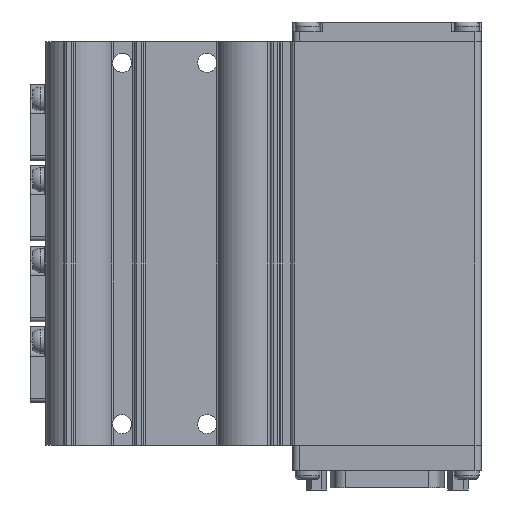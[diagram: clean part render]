
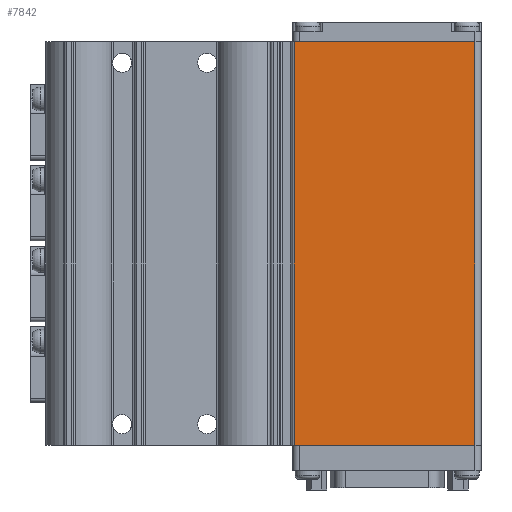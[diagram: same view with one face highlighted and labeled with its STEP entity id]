
A CAD part, front view. The second image highlights one B-rep face of the part: STEP entity #7842.
In plain terms, the highlighted planar face has unit normal (0, -1, 0).
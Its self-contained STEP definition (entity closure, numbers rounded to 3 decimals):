
#78=PLANE('',#8526);
#453=LINE('',#12157,#1135);
#465=LINE('',#12212,#1147);
#502=LINE('',#12379,#1184);
#503=LINE('',#12381,#1185);
#1135=VECTOR('',#9519,1000.);
#1147=VECTOR('',#9565,1000.);
#1184=VECTOR('',#9724,1000.);
#1185=VECTOR('',#9727,1000.);
#2437=ORIENTED_EDGE('',*,*,#4469,.F.);
#2438=ORIENTED_EDGE('',*,*,#4585,.F.);
#2439=ORIENTED_EDGE('',*,*,#4497,.T.);
#2440=ORIENTED_EDGE('',*,*,#4584,.T.);
#4469=EDGE_CURVE('',#5559,#5560,#453,.T.);
#4497=EDGE_CURVE('',#5586,#5585,#465,.T.);
#4584=EDGE_CURVE('',#5585,#5560,#502,.T.);
#4585=EDGE_CURVE('',#5586,#5559,#503,.T.);
#5559=VERTEX_POINT('',#12156);
#5560=VERTEX_POINT('',#12158);
#5585=VERTEX_POINT('',#12211);
#5586=VERTEX_POINT('',#12213);
#6289=EDGE_LOOP('',(#2437,#2438,#2439,#2440));
#7003=FACE_BOUND('',#6289,.T.);
#7842=ADVANCED_FACE('',(#7003),#78,.T.);
#8526=AXIS2_PLACEMENT_3D('',#12380,#9725,#9726);
#9519=DIRECTION('',(1.,0.,0.));
#9565=DIRECTION('',(1.,0.,0.));
#9724=DIRECTION('',(0.,0.,1.));
#9725=DIRECTION('',(0.,-1.,0.));
#9726=DIRECTION('',(0.,0.,-1.));
#9727=DIRECTION('',(0.,0.,1.));
#12156=CARTESIAN_POINT('',(10.5,-9.5,0.));
#12157=CARTESIAN_POINT('',(10.5,-9.5,0.));
#12158=CARTESIAN_POINT('',(53.,-9.5,0.));
#12211=CARTESIAN_POINT('',(53.,-9.5,-95.));
#12212=CARTESIAN_POINT('',(10.5,-9.5,-95.));
#12213=CARTESIAN_POINT('',(10.5,-9.5,-95.));
#12379=CARTESIAN_POINT('',(53.,-9.5,-95.));
#12380=CARTESIAN_POINT('',(10.5,-9.5,-95.));
#12381=CARTESIAN_POINT('',(10.5,-9.5,-95.));
